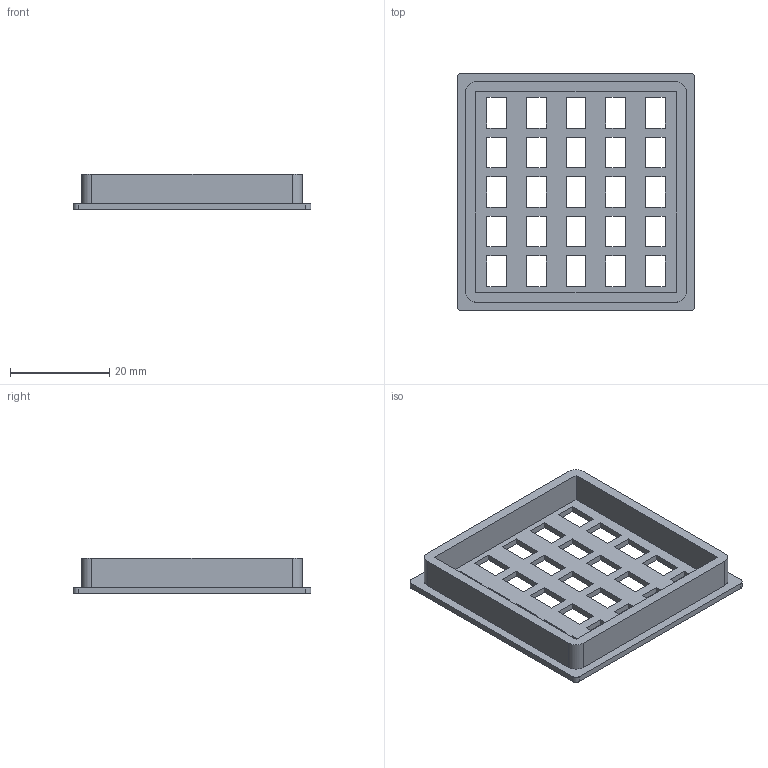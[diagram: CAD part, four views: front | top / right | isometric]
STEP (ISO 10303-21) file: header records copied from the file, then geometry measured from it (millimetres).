
FILE_DESCRIPTION(/* description */ (''),/* implementation_level */ '2;1');
FILE_NAME(/* name */ '04e9c32a-2a83-4883-b211-f55485906f78.stp',/* time_stamp */ '2023-09-12T22:16:04Z',/* author */ (''),/* organization */ (''),/* preprocessor_version */ 'ST-DEVELOPER v20',/* originating_system */ 'Autodesk Translation Framework v12.14.0.127',/* authorisation */ '');
FILE_SCHEMA (('AUTOMOTIVE_DESIGN { 1 0 10303 214 3 1 1 }'));
Length unit declared in the file: millimetre
Products named in the file (1): ThermalQR - thermixel bezel
Bounding box: 48 x 48 x 7.2 mm (x, y, z)
Volume: 4039.2 mm3; surface area: 6226 mm2
Topology: 1 solids, 1 shells, 124 faces, 360 edges, 240 vertices
Faces by surface type: plane 116, cylinder 8
Entity records: 4153 total; most frequent: CARTESIAN_POINT 725, ORIENTED_EDGE 720, DIRECTION 626, EDGE_CURVE 360, LINE 344, VECTOR 344, VERTEX_POINT 240, EDGE_LOOP 176
